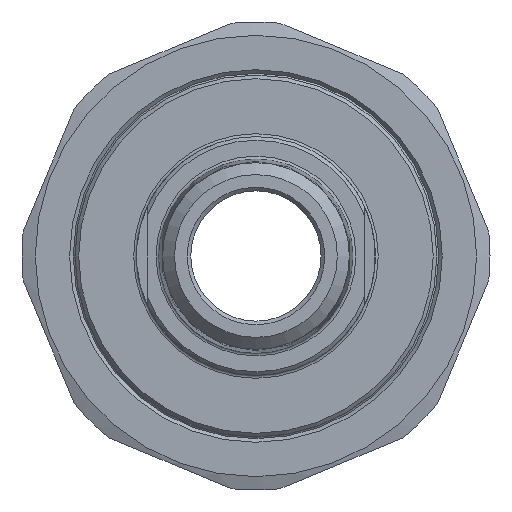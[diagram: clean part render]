
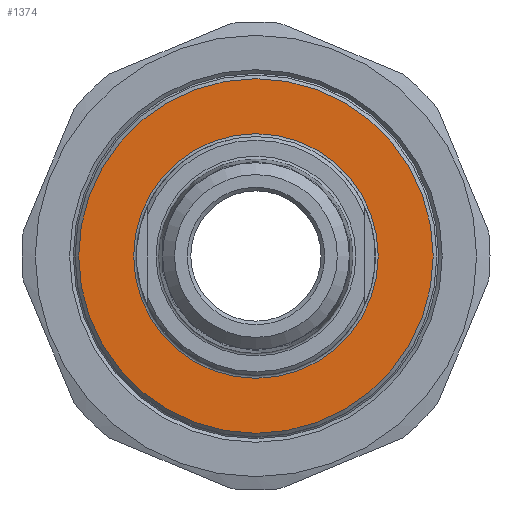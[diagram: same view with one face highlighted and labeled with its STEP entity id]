
A CAD part, left-side view. The second image highlights one B-rep face of the part: STEP entity #1374.
In plain terms, the highlighted planar face has unit normal (-1, 0, 0).
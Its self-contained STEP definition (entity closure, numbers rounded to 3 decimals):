
#46=FACE_BOUND('',#296,.T.);
#134=PLANE('',#1619);
#203=FACE_OUTER_BOUND('',#295,.T.);
#295=EDGE_LOOP('',(#1201));
#296=EDGE_LOOP('',(#1202));
#527=CIRCLE('',#1617,16.9);
#529=CIRCLE('',#1620,24.5);
#663=VERTEX_POINT('',#2523);
#664=VERTEX_POINT('',#2528);
#849=EDGE_CURVE('',#663,#663,#527,.T.);
#851=EDGE_CURVE('',#664,#664,#529,.T.);
#1201=ORIENTED_EDGE('',*,*,#851,.F.);
#1202=ORIENTED_EDGE('',*,*,#849,.F.);
#1374=ADVANCED_FACE('',(#203,#46),#134,.T.);
#1617=AXIS2_PLACEMENT_3D('',#2525,#2027,#2028);
#1619=AXIS2_PLACEMENT_3D('',#2527,#2031,#2032);
#1620=AXIS2_PLACEMENT_3D('',#2529,#2033,#2034);
#2027=DIRECTION('center_axis',(-1.,0.,0.));
#2028=DIRECTION('ref_axis',(0.,-1.,0.));
#2031=DIRECTION('center_axis',(-1.,0.,0.));
#2032=DIRECTION('ref_axis',(0.,0.,1.));
#2033=DIRECTION('center_axis',(1.,0.,0.));
#2034=DIRECTION('ref_axis',(0.,-1.,0.));
#2523=CARTESIAN_POINT('',(-13.5,0.,16.9));
#2525=CARTESIAN_POINT('Origin',(-13.5,0.,0.));
#2527=CARTESIAN_POINT('Origin',(-13.5,25.,0.));
#2528=CARTESIAN_POINT('',(-13.5,24.5,0.));
#2529=CARTESIAN_POINT('Origin',(-13.5,0.,0.));
